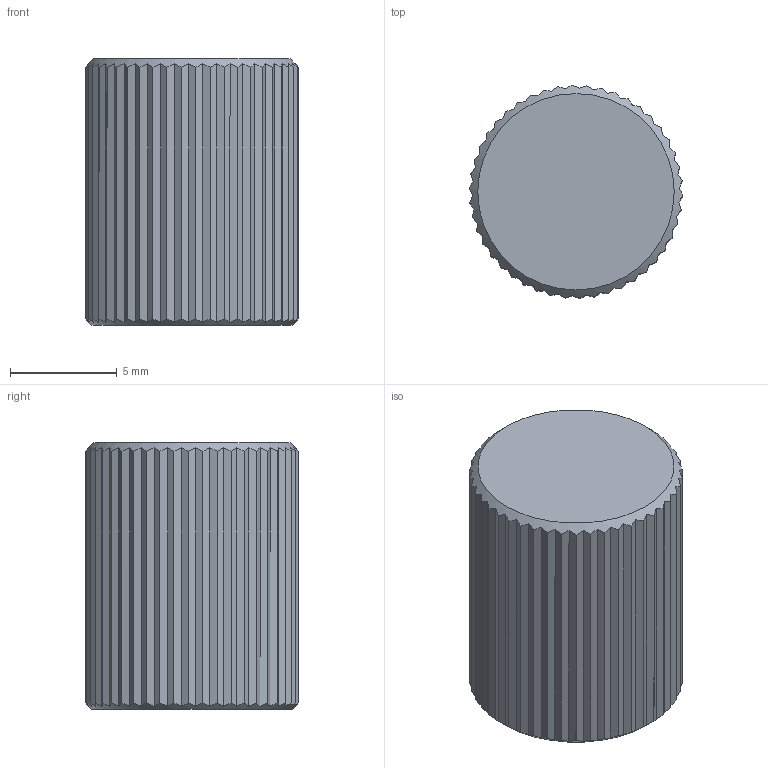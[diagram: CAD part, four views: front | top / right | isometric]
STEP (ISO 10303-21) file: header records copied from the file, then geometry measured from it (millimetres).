
FILE_DESCRIPTION(('FreeCAD Model'),'2;1');
FILE_NAME('Open CASCADE Shape Model','2024-09-09T15:39:47',( 'kicad StepUp'),('ksu MCAD'),'Open CASCADE STEP processor 7.6', 'FreeCAD','Unknown');
FILE_SCHEMA(('AUTOMOTIVE_DESIGN { 1 0 10303 214 1 1 1 1 }'));
Length unit declared in the file: millimetre
Products named in the file (1): Body
Bounding box: 9.99 x 9.99 x 12.5 mm (x, y, z)
Volume: 665.9 mm3; surface area: 753.6 mm2
Topology: 1 solids, 1 shells, 144 faces, 423 edges, 282 vertices
Faces by surface type: bspline 92, cylinder 47, plane 3, cone 2
Full cylindrical faces by diameter (mm): 6 x1
Entity records: 5866 total; most frequent: CARTESIAN_POINT 2835, ORIENTED_EDGE 846, EDGE_CURVE 423, B_SPLINE_CURVE_WITH_KNOTS 324, DIRECTION 301, VERTEX_POINT 282, AXIS2_PLACEMENT_3D 149, FACE_BOUND 145
